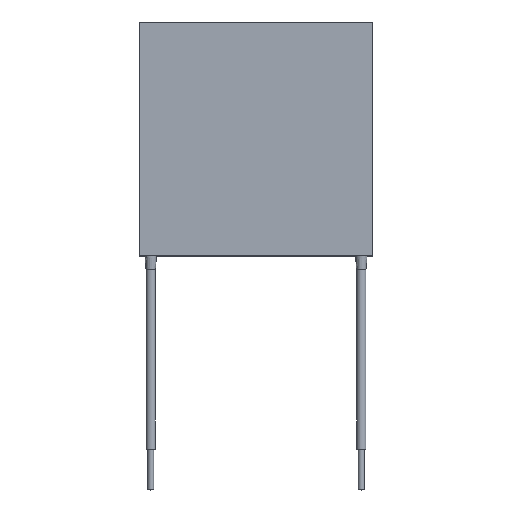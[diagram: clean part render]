
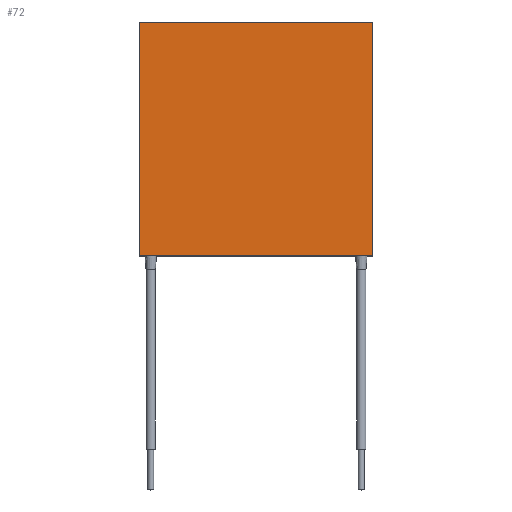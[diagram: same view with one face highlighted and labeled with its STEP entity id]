
A CAD part, top view. The second image highlights one B-rep face of the part: STEP entity #72.
In plain terms, the highlighted planar face has unit normal (0, 0, 1).
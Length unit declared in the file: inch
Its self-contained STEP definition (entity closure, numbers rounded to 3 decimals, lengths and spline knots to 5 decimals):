
#2 = LINE ( 'NONE', #879, #43 ) ;
#12 = EDGE_CURVE ( 'NONE', #644, #831, #2, .T. ) ;
#28 = ORIENTED_EDGE ( 'NONE', *, *, #447, .T. ) ;
#43 = VECTOR ( 'NONE', #503, 39.37008 ) ;
#72 = ADVANCED_FACE ( 'NONE', ( #610 ), #325, .T. ) ;
#79 = EDGE_CURVE ( 'NONE', #247, #1007, #1038, .T. ) ;
#166 = DIRECTION ( 'NONE',  ( 0., 0., 1. ) ) ;
#167 = ORIENTED_EDGE ( 'NONE', *, *, #12, .T. ) ;
#172 = AXIS2_PLACEMENT_3D ( 'NONE', #239, #166, #593 ) ;
#239 = CARTESIAN_POINT ( 'NONE',  ( 0., 0., 0.15748 ) ) ;
#246 = CARTESIAN_POINT ( 'NONE',  ( 0.7874, 0.7874, 0.15748 ) ) ;
#247 = VERTEX_POINT ( 'NONE', #553 ) ;
#324 = CARTESIAN_POINT ( 'NONE',  ( -0.7874, -0.7874, 0.15748 ) ) ;
#325 = PLANE ( 'NONE',  #172 ) ;
#390 = EDGE_LOOP ( 'NONE', ( #478, #658, #167, #28 ) ) ;
#440 = DIRECTION ( 'NONE',  ( 0., 1., 0. ) ) ;
#447 = EDGE_CURVE ( 'NONE', #831, #247, #863, .T. ) ;
#449 = VECTOR ( 'NONE', #440, 39.37008 ) ;
#478 = ORIENTED_EDGE ( 'NONE', *, *, #79, .T. ) ;
#495 = CARTESIAN_POINT ( 'NONE',  ( -0.7874, -0.7874, 0.15748 ) ) ;
#503 = DIRECTION ( 'NONE',  ( 0., -1., 0. ) ) ;
#553 = CARTESIAN_POINT ( 'NONE',  ( 0.7874, -0.7874, 0.15748 ) ) ;
#576 = CARTESIAN_POINT ( 'NONE',  ( -0.7874, 0.7874, 0.15748 ) ) ;
#593 = DIRECTION ( 'NONE',  ( 1., 0., 0. ) ) ;
#610 = FACE_OUTER_BOUND ( 'NONE', #390, .T. ) ;
#644 = VERTEX_POINT ( 'NONE', #576 ) ;
#658 = ORIENTED_EDGE ( 'NONE', *, *, #952, .T. ) ;
#659 = VECTOR ( 'NONE', #998, 39.37008 ) ;
#693 = DIRECTION ( 'NONE',  ( 1., 0., 0. ) ) ;
#831 = VERTEX_POINT ( 'NONE', #495 ) ;
#863 = LINE ( 'NONE', #324, #1088 ) ;
#879 = CARTESIAN_POINT ( 'NONE',  ( -0.7874, 0.7874, 0.15748 ) ) ;
#952 = EDGE_CURVE ( 'NONE', #1007, #644, #1078, .T. ) ;
#998 = DIRECTION ( 'NONE',  ( -1., 0., 0. ) ) ;
#1003 = CARTESIAN_POINT ( 'NONE',  ( 0.7874, 0.7874, 0.15748 ) ) ;
#1007 = VERTEX_POINT ( 'NONE', #1003 ) ;
#1038 = LINE ( 'NONE', #246, #449 ) ;
#1078 = LINE ( 'NONE', #1086, #659 ) ;
#1086 = CARTESIAN_POINT ( 'NONE',  ( -0.7874, 0.7874, 0.15748 ) ) ;
#1088 = VECTOR ( 'NONE', #693, 39.37008 ) ;
